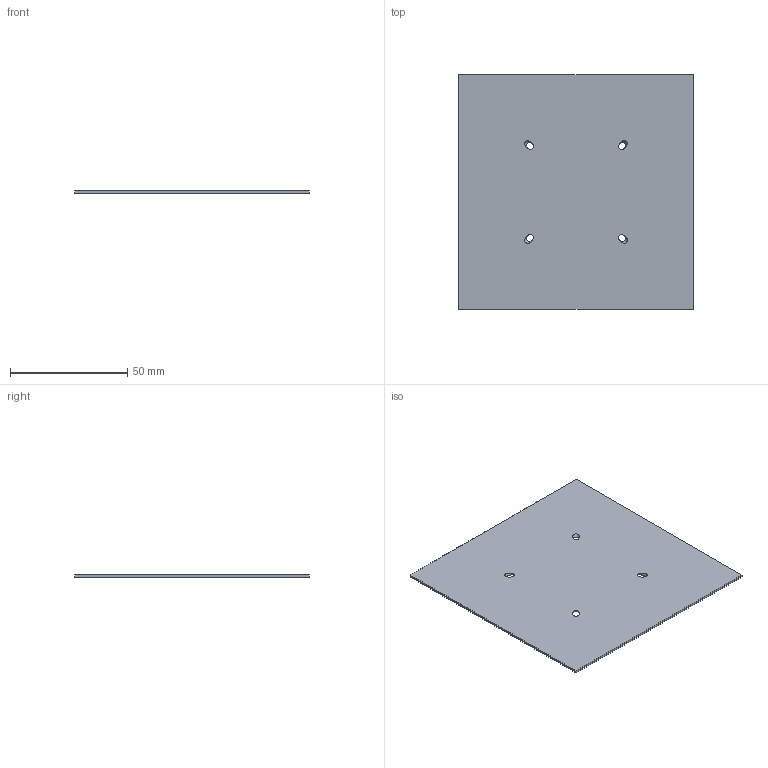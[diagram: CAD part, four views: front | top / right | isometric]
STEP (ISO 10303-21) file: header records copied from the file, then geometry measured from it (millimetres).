
FILE_DESCRIPTION(('STEP AP214'), '1');
FILE_NAME('Ïëàñòèíêà äëÿ ðîáîòà 2', '', ('UNSPECIFIED'), ('UNSPECIFIED'), 'ASCON STEP Converter 1.6', 'ASCON Math Kernel', '');
FILE_SCHEMA(('AUTOMOTIVE_DESIGN { 1 0 10303 214 3 1 1}'));
Length unit declared in the file: millimetre
Bounding box: 100 x 100 x 1 mm (x, y, z)
Volume: 9960 mm3; surface area: 20373.2 mm2
Topology: 1 solids, 1 shells, 10 faces, 24 edges, 16 vertices
Faces by surface type: plane 6, cylinder 4
Full cylindrical faces by diameter (mm): 3 x4
Entity records: 428 total; most frequent: CARTESIAN_POINT 95, ORIENTED_EDGE 40, DIRECTION 34, EDGE_LOOP 22, EDGE_CURVE 20, VERTEX_POINT 16, FACE_BOUND 14, LINE 12
